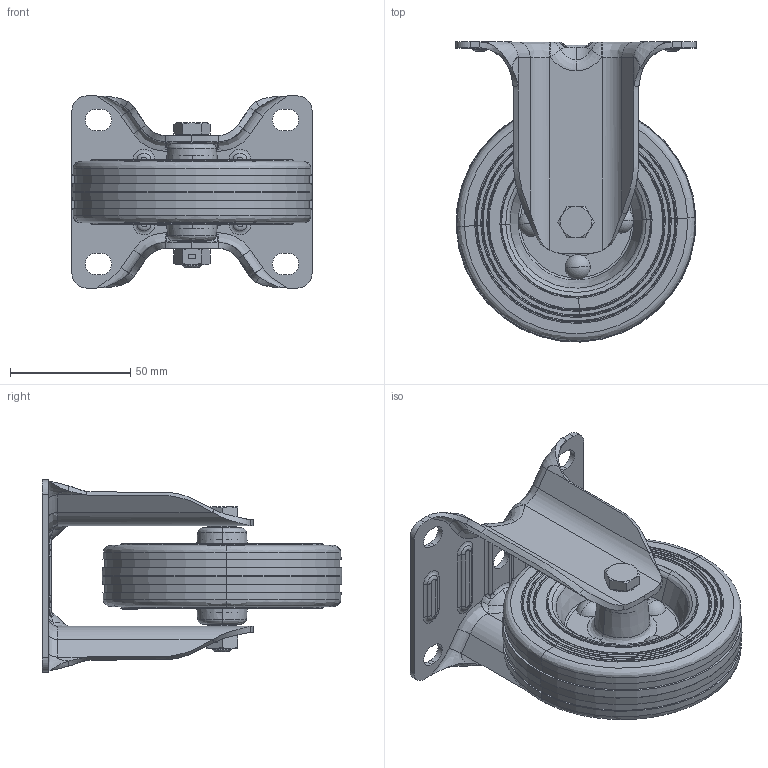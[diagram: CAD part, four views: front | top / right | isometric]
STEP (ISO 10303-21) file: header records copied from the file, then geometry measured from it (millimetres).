
FILE_DESCRIPTION (( 'STEP AP214' ), '1' );
FILE_NAME ('0056306.step', '2023-11-13T14:31:08', ( '' ), ( '' ), 'SwSTEP 2.0', 'SolidWorks 2020', '' );
FILE_SCHEMA (( 'AUTOMOTIVE_DESIGN' ));
Length unit declared in the file: millimetre
Products named in the file (1): 0056306
Bounding box: 100 x 124.97 x 80 mm (x, y, z)
Volume: 198583.6 mm3; surface area: 87702 mm2
Topology: 21 solids, 21 shells, 713 faces, 1651 edges, 978 vertices
Faces by surface type: bspline 233, cylinder 171, plane 158, cone 117, torus 34
Entity records: 39838 total; most frequent: CARTESIAN_POINT 17084, ORIENTED_EDGE 3246, DIRECTION 2711, EDGE_CURVE 1623, AXIS2_PLACEMENT_3D 1081, VERTEX_POINT 978, EDGE_LOOP 791, UNCERTAINTY_MEASURE_WITH_UNIT 736
